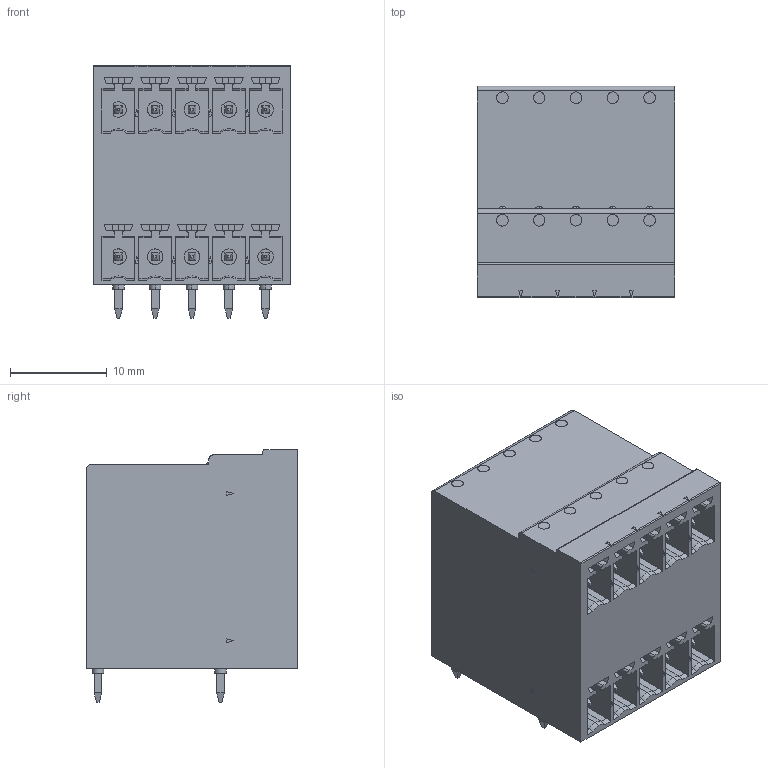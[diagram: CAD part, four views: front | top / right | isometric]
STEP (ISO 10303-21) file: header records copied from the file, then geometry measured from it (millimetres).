
FILE_DESCRIPTION(/* description */ (''),/* implementation_level */ '2;1');
FILE_NAME(/* name */ 'pxc_1843101_02_MCD-1-5-5-G1-3-81_3D',/* time_stamp */ '2020-01-16T10:45:17-03:00',/* author */ (''),/* organization */ (''),/* preprocessor_version */ 'ST-DEVELOPER v10',/* originating_system */ '',/* authorisation */ '');
FILE_SCHEMA (('AUTOMOTIVE_DESIGN'));
Length unit declared in the file: millimetre
Products named in the file (3): 1; 2; 3
Assembly tree (2 placements, depth 3):
  1
    2
      3
Bounding box: 20.44 x 21.9 x 26.2 mm (x, y, z)
Volume: 8623.8 mm3; surface area: 4584.9 mm2
Topology: 1 solids, 1 shells, 705 faces, 1735 edges, 1100 vertices
Faces by surface type: plane 563, bspline 142
Entity records: 18669 total; most frequent: CARTESIAN_POINT 6928, ORIENTED_EDGE 3470, EDGE_CURVE 1735, B_SPLINE_CURVE_WITH_KNOTS 1414, VERTEX_POINT 1100, EDGE_LOOP 773, ADVANCED_FACE 705, FACE_OUTER_BOUND 705
